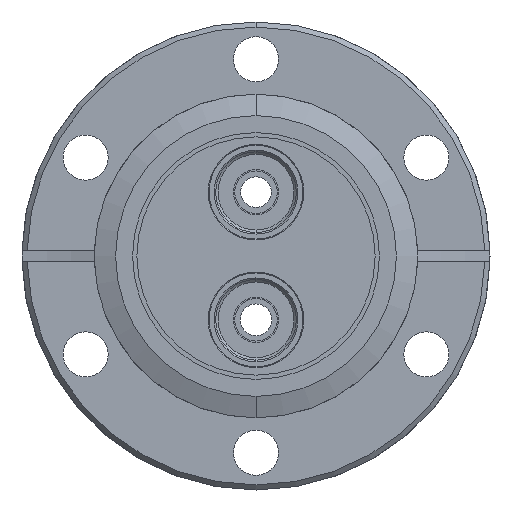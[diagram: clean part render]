
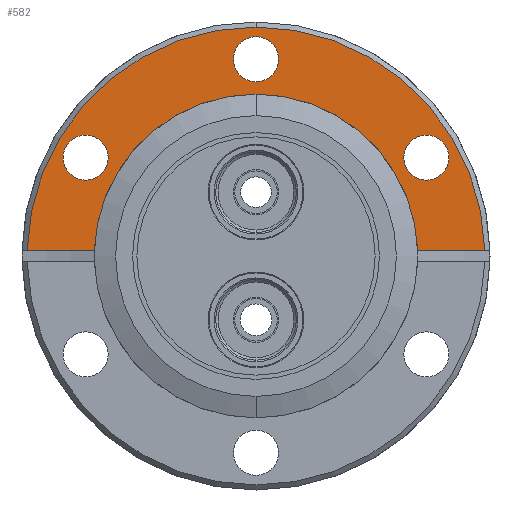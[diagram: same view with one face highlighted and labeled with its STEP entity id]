
A CAD part, front view. The second image highlights one B-rep face of the part: STEP entity #582.
In plain terms, the highlighted planar face has unit normal (0, -1, 0).
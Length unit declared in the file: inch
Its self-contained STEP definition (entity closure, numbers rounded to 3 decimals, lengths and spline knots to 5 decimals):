
#582 = ADVANCED_FACE ( 'NONE', ( #1351, #1353, #1357, #1354 ), #831, .T. ) ;
#826 = DIRECTION ( 'NONE',  ( 0., -1., 0. ) ) ;
#829 = CARTESIAN_POINT ( 'NONE',  ( -1.345, -0.906, -0.07821 ) ) ;
#831 = PLANE ( 'NONE',  #4577 ) ;
#832 = DIRECTION ( 'NONE',  ( 0., 0., -1. ) ) ;
#863 = EDGE_CURVE ( 'NONE', #2498, #2081, #1461, .T. ) ;
#866 = EDGE_CURVE ( 'NONE', #2314, #2086, #1468, .T. ) ;
#913 = EDGE_CURVE ( 'NONE', #2394, #2574, #3862, .T. ) ;
#942 = EDGE_CURVE ( 'NONE', #1963, #1968, #3884, .T. ) ;
#977 = EDGE_CURVE ( 'NONE', #1964, #1973, #3898, .T. ) ;
#1037 = EDGE_CURVE ( 'NONE', #2314, #2498, #3964, .T. ) ;
#1048 = EDGE_CURVE ( 'NONE', #1968, #1963, #3979, .T. ) ;
#1054 = EDGE_CURVE ( 'NONE', #1973, #1964, #3986, .T. ) ;
#1057 = EDGE_CURVE ( 'NONE', #2081, #2088, #4880, .T. ) ;
#1062 = EDGE_CURVE ( 'NONE', #2085, #2088, #4885, .T. ) ;
#1065 = EDGE_CURVE ( 'NONE', #2086, #2085, #4882, .T. ) ;
#1066 = EDGE_CURVE ( 'NONE', #2574, #2394, #4891, .T. ) ;
#1077 = CARTESIAN_POINT ( 'NONE',  ( -1.00113, -0.906, 0.36729 ) ) ;
#1351 = FACE_BOUND ( 'NONE', #2590, .T. ) ;
#1353 = FACE_BOUND ( 'NONE', #2588, .T. ) ;
#1354 = FACE_OUTER_BOUND ( 'NONE', #1917, .T. ) ;
#1357 = FACE_BOUND ( 'NONE', #1922, .T. ) ;
#1461 = CIRCLE ( 'NONE', #4527, 0.951 ) ;
#1468 = LINE ( 'NONE', #3657, #1471 ) ;
#1471 = VECTOR ( 'NONE', #3655, 39.37008 ) ;
#1476 = ORIENTED_EDGE ( 'NONE', *, *, #863, .F. ) ;
#1477 = ORIENTED_EDGE ( 'NONE', *, *, #1057, .F. ) ;
#1478 = ORIENTED_EDGE ( 'NONE', *, *, #1062, .T. ) ;
#1479 = ORIENTED_EDGE ( 'NONE', *, *, #1065, .T. ) ;
#1480 = ORIENTED_EDGE ( 'NONE', *, *, #866, .T. ) ;
#1481 = ORIENTED_EDGE ( 'NONE', *, *, #1037, .F. ) ;
#1482 = ORIENTED_EDGE ( 'NONE', *, *, #977, .F. ) ;
#1483 = ORIENTED_EDGE ( 'NONE', *, *, #1054, .F. ) ;
#1484 = ORIENTED_EDGE ( 'NONE', *, *, #942, .F. ) ;
#1485 = ORIENTED_EDGE ( 'NONE', *, *, #1048, .F. ) ;
#1486 = ORIENTED_EDGE ( 'NONE', *, *, #913, .F. ) ;
#1487 = ORIENTED_EDGE ( 'NONE', *, *, #1066, .F. ) ;
#1917 = EDGE_LOOP ( 'NONE', ( #1481, #1480, #1479, #1478, #1477, #1476 ) ) ;
#1922 = EDGE_LOOP ( 'NONE', ( #1483, #1482 ) ) ;
#1963 = VERTEX_POINT ( 'NONE', #3519 ) ;
#1964 = VERTEX_POINT ( 'NONE', #3520 ) ;
#1968 = VERTEX_POINT ( 'NONE', #3524 ) ;
#1973 = VERTEX_POINT ( 'NONE', #3529 ) ;
#2081 = VERTEX_POINT ( 'NONE', #3532 ) ;
#2085 = VERTEX_POINT ( 'NONE', #3534 ) ;
#2086 = VERTEX_POINT ( 'NONE', #3537 ) ;
#2088 = VERTEX_POINT ( 'NONE', #3539 ) ;
#2314 = VERTEX_POINT ( 'NONE', #3544 ) ;
#2394 = VERTEX_POINT ( 'NONE', #3563 ) ;
#2498 = VERTEX_POINT ( 'NONE', #4378 ) ;
#2574 = VERTEX_POINT ( 'NONE', #1077 ) ;
#2588 = EDGE_LOOP ( 'NONE', ( #1485, #1484 ) ) ;
#2590 = EDGE_LOOP ( 'NONE', ( #1487, #1486 ) ) ;
#3279 = CARTESIAN_POINT ( 'NONE',  ( 0., -0.906, -0.07821 ) ) ;
#3280 = DIRECTION ( 'NONE',  ( 0., -1., 0. ) ) ;
#3281 = DIRECTION ( 'NONE',  ( 0., 0., -1. ) ) ;
#3310 = CARTESIAN_POINT ( 'NONE',  ( 1.00113, -0.906, 0.49979 ) ) ;
#3311 = DIRECTION ( 'NONE',  ( 0., -1., 0. ) ) ;
#3312 = DIRECTION ( 'NONE',  ( -0.866, 0., -0.5 ) ) ;
#3326 = DIRECTION ( 'NONE',  ( -1., 0., 0. ) ) ;
#3327 = CARTESIAN_POINT ( 'NONE',  ( 0., -0.906, 1.07779 ) ) ;
#3328 = DIRECTION ( 'NONE',  ( 0., -1., 0. ) ) ;
#3329 = DIRECTION ( 'NONE',  ( 0., 0., -1. ) ) ;
#3332 = CARTESIAN_POINT ( 'NONE',  ( -1.345, -0.906, -0.04721 ) ) ;
#3349 = CARTESIAN_POINT ( 'NONE',  ( 0., -0.906, -0.07821 ) ) ;
#3350 = DIRECTION ( 'NONE',  ( 0., -1., 0. ) ) ;
#3351 = DIRECTION ( 'NONE',  ( 0., 0., -1. ) ) ;
#3354 = CARTESIAN_POINT ( 'NONE',  ( 0., -0.906, -0.07821 ) ) ;
#3355 = DIRECTION ( 'NONE',  ( 0., -1., 0. ) ) ;
#3356 = DIRECTION ( 'NONE',  ( 0., 0., -1. ) ) ;
#3357 = CARTESIAN_POINT ( 'NONE',  ( -1.00113, -0.906, 0.49979 ) ) ;
#3358 = DIRECTION ( 'NONE',  ( 0., -1., 0. ) ) ;
#3359 = DIRECTION ( 'NONE',  ( 0.866, 0., -0.5 ) ) ;
#3519 = CARTESIAN_POINT ( 'NONE',  ( 1.00113, -0.906, 0.63229 ) ) ;
#3520 = CARTESIAN_POINT ( 'NONE',  ( 0., -0.906, 1.21029 ) ) ;
#3524 = CARTESIAN_POINT ( 'NONE',  ( 1.00113, -0.906, 0.36729 ) ) ;
#3529 = CARTESIAN_POINT ( 'NONE',  ( 0., -0.906, 0.94529 ) ) ;
#3532 = CARTESIAN_POINT ( 'NONE',  ( -0.95049, -0.906, -0.04721 ) ) ;
#3534 = CARTESIAN_POINT ( 'NONE',  ( 0., -0.906, 1.26679 ) ) ;
#3537 = CARTESIAN_POINT ( 'NONE',  ( 1.34464, -0.906, -0.04721 ) ) ;
#3539 = CARTESIAN_POINT ( 'NONE',  ( -1.34464, -0.906, -0.04721 ) ) ;
#3544 = CARTESIAN_POINT ( 'NONE',  ( 0.95049, -0.906, -0.04721 ) ) ;
#3563 = CARTESIAN_POINT ( 'NONE',  ( -1.00113, -0.906, 0.63229 ) ) ;
#3649 = CARTESIAN_POINT ( 'NONE',  ( 0., -0.906, -0.07821 ) ) ;
#3650 = DIRECTION ( 'NONE',  ( 0., -1., 0. ) ) ;
#3651 = DIRECTION ( 'NONE',  ( 0., 0., -1. ) ) ;
#3655 = DIRECTION ( 'NONE',  ( 1., 0., 0. ) ) ;
#3657 = CARTESIAN_POINT ( 'NONE',  ( -1.345, -0.906, -0.04721 ) ) ;
#3862 = CIRCLE ( 'NONE', #4495, 0.1325 ) ;
#3884 = CIRCLE ( 'NONE', #4029, 0.1325 ) ;
#3898 = CIRCLE ( 'NONE', #4030, 0.1325 ) ;
#3964 = CIRCLE ( 'NONE', #4026, 0.951 ) ;
#3979 = CIRCLE ( 'NONE', #4100, 0.1325 ) ;
#3986 = CIRCLE ( 'NONE', #4086, 0.1325 ) ;
#4026 = AXIS2_PLACEMENT_3D ( 'NONE', #3279, #3280, #3281 ) ;
#4029 = AXIS2_PLACEMENT_3D ( 'NONE', #4264, #4265, #4266 ) ;
#4030 = AXIS2_PLACEMENT_3D ( 'NONE', #4285, #4286, #4287 ) ;
#4046 = AXIS2_PLACEMENT_3D ( 'NONE', #3357, #3358, #3359 ) ;
#4086 = AXIS2_PLACEMENT_3D ( 'NONE', #3327, #3328, #3329 ) ;
#4088 = AXIS2_PLACEMENT_3D ( 'NONE', #3354, #3355, #3356 ) ;
#4089 = AXIS2_PLACEMENT_3D ( 'NONE', #3349, #3350, #3351 ) ;
#4100 = AXIS2_PLACEMENT_3D ( 'NONE', #3310, #3311, #3312 ) ;
#4219 = CARTESIAN_POINT ( 'NONE',  ( -1.00113, -0.906, 0.49979 ) ) ;
#4220 = DIRECTION ( 'NONE',  ( 0., -1., 0. ) ) ;
#4221 = DIRECTION ( 'NONE',  ( 0.866, 0., -0.5 ) ) ;
#4264 = CARTESIAN_POINT ( 'NONE',  ( 1.00113, -0.906, 0.49979 ) ) ;
#4265 = DIRECTION ( 'NONE',  ( 0., -1., 0. ) ) ;
#4266 = DIRECTION ( 'NONE',  ( -0.866, 0., -0.5 ) ) ;
#4285 = CARTESIAN_POINT ( 'NONE',  ( 0., -0.906, 1.07779 ) ) ;
#4286 = DIRECTION ( 'NONE',  ( 0., -1., 0. ) ) ;
#4287 = DIRECTION ( 'NONE',  ( 0., 0., -1. ) ) ;
#4378 = CARTESIAN_POINT ( 'NONE',  ( 0., -0.906, 0.87279 ) ) ;
#4495 = AXIS2_PLACEMENT_3D ( 'NONE', #4219, #4220, #4221 ) ;
#4527 = AXIS2_PLACEMENT_3D ( 'NONE', #3649, #3650, #3651 ) ;
#4577 = AXIS2_PLACEMENT_3D ( 'NONE', #829, #826, #832 ) ;
#4880 = LINE ( 'NONE', #3332, #4881 ) ;
#4881 = VECTOR ( 'NONE', #3326, 39.37008 ) ;
#4882 = CIRCLE ( 'NONE', #4088, 1.345 ) ;
#4885 = CIRCLE ( 'NONE', #4089, 1.345 ) ;
#4891 = CIRCLE ( 'NONE', #4046, 0.1325 ) ;
